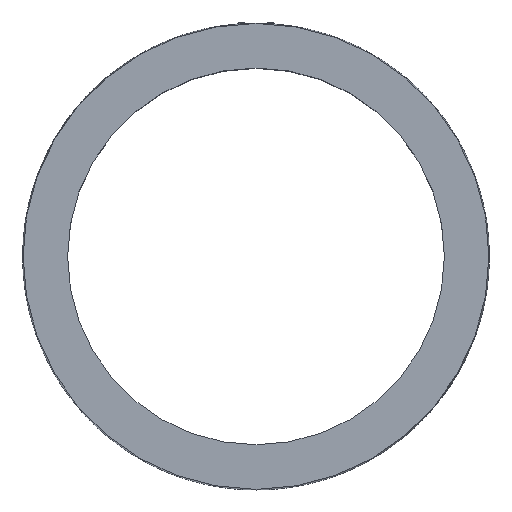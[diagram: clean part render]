
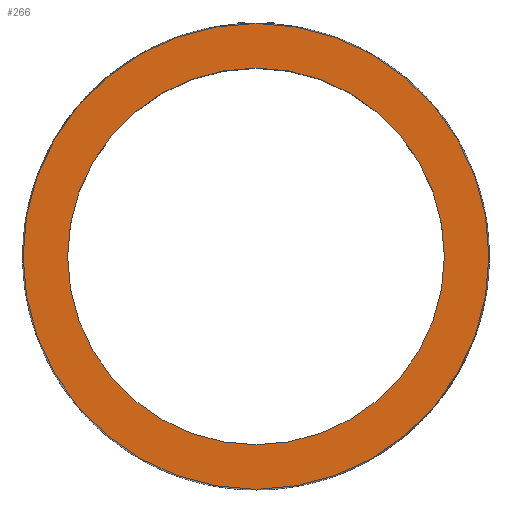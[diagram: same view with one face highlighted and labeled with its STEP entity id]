
A CAD part, top view. The second image highlights one B-rep face of the part: STEP entity #266.
In plain terms, the highlighted planar face has unit normal (0, 0, 1).
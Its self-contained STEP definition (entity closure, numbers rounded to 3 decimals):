
#49 = EDGE_LOOP ( 'NONE', ( #1041, #250 ) ) ;
#51 = CARTESIAN_POINT ( 'NONE',  ( 556.5, 0., 275. ) ) ;
#52 = AXIS2_PLACEMENT_3D ( 'NONE', #518, #1324, #1570 ) ;
#84 = FACE_OUTER_BOUND ( 'NONE', #49, .T. ) ;
#94 = VERTEX_POINT ( 'NONE', #1313 ) ;
#98 = EDGE_CURVE ( 'NONE', #333, #180, #663, .T. ) ;
#117 = DIRECTION ( 'NONE',  ( 0., 0., 1. ) ) ;
#132 = AXIS2_PLACEMENT_3D ( 'NONE', #1560, #1552, #484 ) ;
#180 = VERTEX_POINT ( 'NONE', #1365 ) ;
#187 = FACE_BOUND ( 'NONE', #275, .T. ) ;
#250 = ORIENTED_EDGE ( 'NONE', *, *, #723, .T. ) ;
#266 = ADVANCED_FACE ( 'NONE', ( #187, #84 ), #420, .F. ) ;
#275 = EDGE_LOOP ( 'NONE', ( #765, #1151 ) ) ;
#285 = CIRCLE ( 'NONE', #52, 450. ) ;
#329 = DIRECTION ( 'NONE',  ( 0., 0., 1. ) ) ;
#333 = VERTEX_POINT ( 'NONE', #51 ) ;
#360 = AXIS2_PLACEMENT_3D ( 'NONE', #730, #329, #591 ) ;
#420 = PLANE ( 'NONE',  #1343 ) ;
#484 = DIRECTION ( 'NONE',  ( 1., 0., 0. ) ) ;
#518 = CARTESIAN_POINT ( 'NONE',  ( 0., 0., 275. ) ) ;
#560 = DIRECTION ( 'NONE',  ( -1., 0., 0. ) ) ;
#591 = DIRECTION ( 'NONE',  ( 1., 0., 0. ) ) ;
#663 = CIRCLE ( 'NONE', #132, 556.5 ) ;
#703 = DIRECTION ( 'NONE',  ( 1., 0., 0. ) ) ;
#723 = EDGE_CURVE ( 'NONE', #180, #333, #1193, .T. ) ;
#730 = CARTESIAN_POINT ( 'NONE',  ( 0., 0., 275. ) ) ;
#745 = EDGE_CURVE ( 'NONE', #94, #831, #995, .T. ) ;
#765 = ORIENTED_EDGE ( 'NONE', *, *, #745, .F. ) ;
#822 = CARTESIAN_POINT ( 'NONE',  ( 0., 0., 275. ) ) ;
#831 = VERTEX_POINT ( 'NONE', #879 ) ;
#879 = CARTESIAN_POINT ( 'NONE',  ( -450., 0., 275. ) ) ;
#995 = CIRCLE ( 'NONE', #1496, 450. ) ;
#1041 = ORIENTED_EDGE ( 'NONE', *, *, #98, .T. ) ;
#1147 = CARTESIAN_POINT ( 'NONE',  ( 0., 556.5, 275. ) ) ;
#1151 = ORIENTED_EDGE ( 'NONE', *, *, #1466, .F. ) ;
#1193 = CIRCLE ( 'NONE', #360, 556.5 ) ;
#1263 = DIRECTION ( 'NONE',  ( 0., 0., -1. ) ) ;
#1313 = CARTESIAN_POINT ( 'NONE',  ( 450., 0., 275. ) ) ;
#1324 = DIRECTION ( 'NONE',  ( 0., 0., 1. ) ) ;
#1343 = AXIS2_PLACEMENT_3D ( 'NONE', #1147, #1263, #560 ) ;
#1365 = CARTESIAN_POINT ( 'NONE',  ( -556.5, 0., 275. ) ) ;
#1466 = EDGE_CURVE ( 'NONE', #831, #94, #285, .T. ) ;
#1496 = AXIS2_PLACEMENT_3D ( 'NONE', #822, #117, #703 ) ;
#1552 = DIRECTION ( 'NONE',  ( 0., 0., 1. ) ) ;
#1560 = CARTESIAN_POINT ( 'NONE',  ( 0., 0., 275. ) ) ;
#1570 = DIRECTION ( 'NONE',  ( 1., 0., 0. ) ) ;
